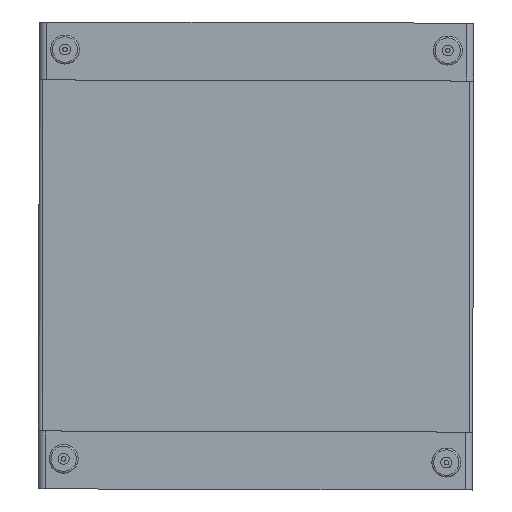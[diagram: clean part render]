
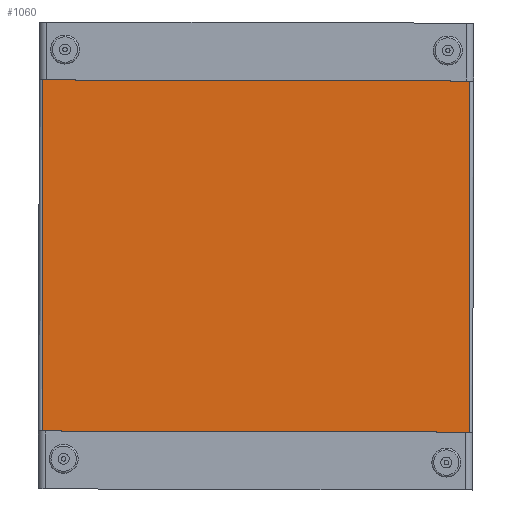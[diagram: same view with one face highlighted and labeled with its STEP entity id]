
A CAD part, front view. The second image highlights one B-rep face of the part: STEP entity #1060.
In plain terms, the highlighted planar face has unit normal (0, -1, 0).
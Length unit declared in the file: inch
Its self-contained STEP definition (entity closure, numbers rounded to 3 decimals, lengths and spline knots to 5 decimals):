
#98=PLANE('',#1139);
#128=FACE_OUTER_BOUND('',#192,.T.);
#192=EDGE_LOOP('',(#751,#752,#753,#754));
#266=LINE('',#1634,#347);
#269=LINE('',#1643,#350);
#270=LINE('',#1646,#351);
#271=LINE('',#1647,#352);
#347=VECTOR('',#1286,29.5);
#350=VECTOR('',#1295,24.25);
#351=VECTOR('',#1298,24.25);
#352=VECTOR('',#1299,29.5);
#488=VERTEX_POINT('',#1631);
#489=VERTEX_POINT('',#1633);
#491=VERTEX_POINT('',#1639);
#493=VERTEX_POINT('',#1645);
#591=EDGE_CURVE('',#488,#489,#266,.T.);
#596=EDGE_CURVE('',#489,#491,#269,.T.);
#597=EDGE_CURVE('',#493,#488,#270,.T.);
#598=EDGE_CURVE('',#491,#493,#271,.T.);
#751=ORIENTED_EDGE('',*,*,#596,.F.);
#752=ORIENTED_EDGE('',*,*,#591,.F.);
#753=ORIENTED_EDGE('',*,*,#597,.F.);
#754=ORIENTED_EDGE('',*,*,#598,.F.);
#1060=ADVANCED_FACE('',(#128),#98,.T.);
#1139=AXIS2_PLACEMENT_3D('',#1644,#1296,#1297);
#1286=DIRECTION('',(1.,0.,0.));
#1295=DIRECTION('',(0.,0.,-1.));
#1296=DIRECTION('center_axis',(0.,-1.,0.));
#1297=DIRECTION('ref_axis',(-1.,0.,0.));
#1298=DIRECTION('',(0.,0.,1.));
#1299=DIRECTION('',(-1.,0.,0.));
#1631=CARTESIAN_POINT('',(0.25,0.,0.));
#1633=CARTESIAN_POINT('',(29.75,0.,0.));
#1634=CARTESIAN_POINT('',(0.,0.,0.));
#1639=CARTESIAN_POINT('',(29.75,0.,-24.25));
#1643=CARTESIAN_POINT('',(29.75,0.,0.));
#1644=CARTESIAN_POINT('Origin',(30.,0.,0.));
#1645=CARTESIAN_POINT('',(0.25,0.,-24.25));
#1646=CARTESIAN_POINT('',(0.25,0.,0.));
#1647=CARTESIAN_POINT('',(0.,0.,-24.25));
